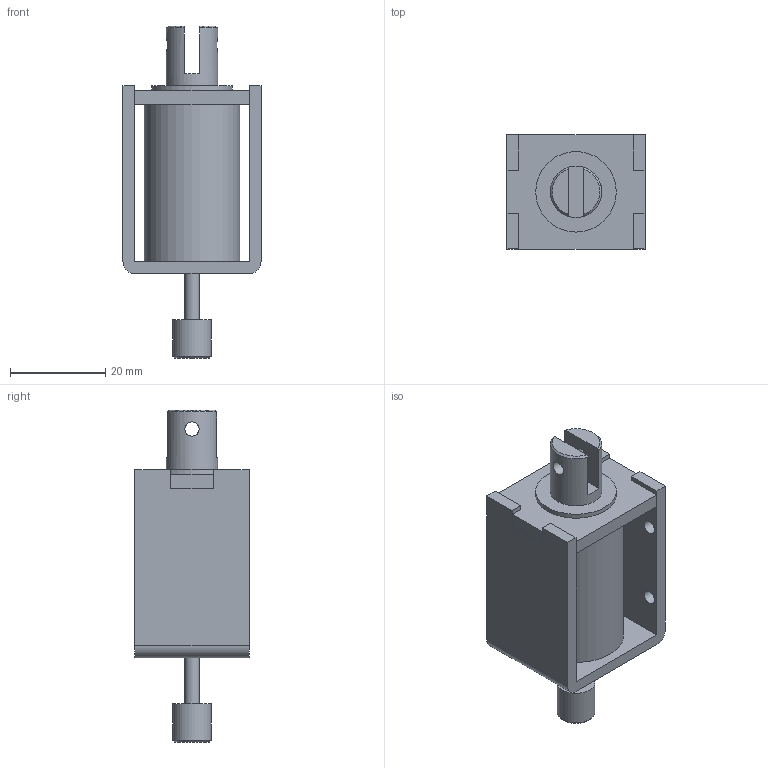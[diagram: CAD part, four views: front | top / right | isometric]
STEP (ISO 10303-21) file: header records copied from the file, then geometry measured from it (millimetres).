
FILE_DESCRIPTION(/* description */ (''),/* implementation_level */ '2;1');
FILE_NAME(/* name */ '413 Large Solenoid.step',/* time_stamp */ '2020-07-02T10:01:56-04:00',/* author */ (''),/* organization */ (''),/* preprocessor_version */ 'ST-DEVELOPER v18.1',/* originating_system */ 'Autodesk Translation Framework v9.3.0.1241',/* authorisation */ '');
FILE_SCHEMA (('AUTOMOTIVE_DESIGN { 1 0 10303 214 3 1 1 }'));
Length unit declared in the file: millimetre
Products named in the file (3): large solenoid 413; case; piston
Assembly tree (2 placements, depth 2):
  large solenoid 413
    case
    piston
Bounding box: 29 x 24 x 69.7 mm (x, y, z)
Volume: 22696.7 mm3; surface area: 12455.7 mm2
Topology: 5 solids, 5 shells, 63 faces, 157 edges, 105 vertices
Faces by surface type: plane 44, cylinder 16, cone 3
Full cylindrical faces by diameter (mm): 3 x6, 3.1 x1, 3.5 x1, 8 x1, 10.8 x2, 11.2 x1, 16.9 x1, 20 x1
Entity records: 2062 total; most frequent: CARTESIAN_POINT 408, DIRECTION 320, ORIENTED_EDGE 314, EDGE_CURVE 157, LINE 110, VECTOR 110, VERTEX_POINT 105, AXIS2_PLACEMENT_3D 105
